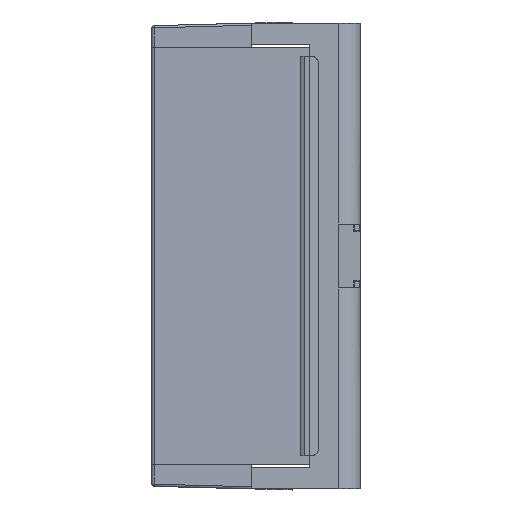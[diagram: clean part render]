
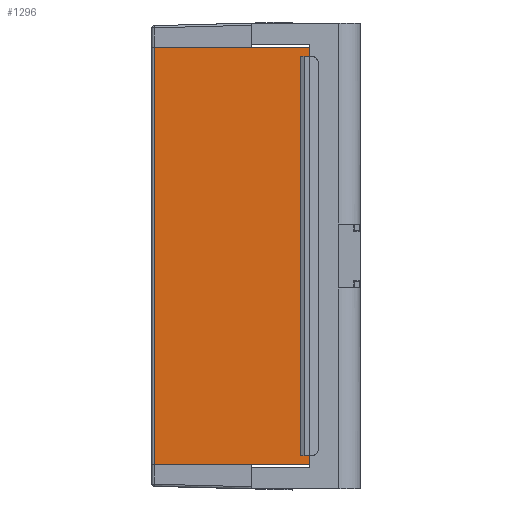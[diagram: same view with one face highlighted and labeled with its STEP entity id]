
A CAD part, left-side view. The second image highlights one B-rep face of the part: STEP entity #1296.
In plain terms, the highlighted planar face has unit normal (-1, 0.016, 0).
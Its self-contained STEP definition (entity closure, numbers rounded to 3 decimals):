
#99 = CARTESIAN_POINT ( 'NONE',  ( -44.57, 35.701, -101.44 ) ) ;
#369 = VERTEX_POINT ( 'NONE', #8379 ) ;
#994 = CARTESIAN_POINT ( 'NONE',  ( -44.57, 35.701, -5.56 ) ) ;
#1296 = ADVANCED_FACE ( 'NONE', ( #9799 ), #9536, .F. ) ;
#1308 = VERTEX_POINT ( 'NONE', #12273 ) ;
#1320 = DIRECTION ( 'NONE',  ( 0.016, 1., 0. ) ) ;
#1449 = LINE ( 'NONE', #3865, #12596 ) ;
#1921 = EDGE_CURVE ( 'NONE', #2729, #13407, #8533, .T. ) ;
#2004 = DIRECTION ( 'NONE',  ( 0.016, 1., 0. ) ) ;
#2326 = CARTESIAN_POINT ( 'NONE',  ( -45.141, 0., -101.44 ) ) ;
#2401 = EDGE_CURVE ( 'NONE', #10165, #4432, #6449, .T. ) ;
#2427 = VECTOR ( 'NONE', #13280, 1000. ) ;
#2656 = DIRECTION ( 'NONE',  ( 0.016, 1., 0. ) ) ;
#2729 = VERTEX_POINT ( 'NONE', #4147 ) ;
#2761 = ORIENTED_EDGE ( 'NONE', *, *, #3325, .T. ) ;
#2762 = CARTESIAN_POINT ( 'NONE',  ( -44.57, 35.701, -150.765 ) ) ;
#2838 = ORIENTED_EDGE ( 'NONE', *, *, #10830, .F. ) ;
#3153 = LINE ( 'NONE', #6075, #2427 ) ;
#3186 = LINE ( 'NONE', #4399, #13598 ) ;
#3325 = EDGE_CURVE ( 'NONE', #4432, #1308, #5846, .T. ) ;
#3333 = VERTEX_POINT ( 'NONE', #13173 ) ;
#3489 = LINE ( 'NONE', #994, #12594 ) ;
#3696 = VERTEX_POINT ( 'NONE', #5572 ) ;
#3830 = CARTESIAN_POINT ( 'NONE',  ( -45.141, 0., 43.765 ) ) ;
#3865 = CARTESIAN_POINT ( 'NONE',  ( -44.57, 35.701, -99.34 ) ) ;
#3887 = DIRECTION ( 'NONE',  ( 0., 0., -1. ) ) ;
#4009 = ORIENTED_EDGE ( 'NONE', *, *, #2401, .T. ) ;
#4147 = CARTESIAN_POINT ( 'NONE',  ( -44.927, 13.392, -101.44 ) ) ;
#4399 = CARTESIAN_POINT ( 'NONE',  ( -44.57, 35.701, -150.765 ) ) ;
#4432 = VERTEX_POINT ( 'NONE', #15389 ) ;
#4631 = VECTOR ( 'NONE', #14389, 1000. ) ;
#4908 = CARTESIAN_POINT ( 'NONE',  ( -44.57, 35.701, -101.44 ) ) ;
#5011 = EDGE_LOOP ( 'NONE', ( #6474, #15038, #4009, #2761, #9474, #2838, #10873, #9571, #9254, #11912 ) ) ;
#5384 = EDGE_CURVE ( 'NONE', #369, #10165, #3153, .T. ) ;
#5572 = CARTESIAN_POINT ( 'NONE',  ( -44.57, 35.701, -5.56 ) ) ;
#5846 = LINE ( 'NONE', #6079, #14677 ) ;
#6075 = CARTESIAN_POINT ( 'NONE',  ( -44.57, 35.701, -7.66 ) ) ;
#6079 = CARTESIAN_POINT ( 'NONE',  ( -44.57, 35.701, -5.56 ) ) ;
#6136 = VERTEX_POINT ( 'NONE', #14484 ) ;
#6276 = DIRECTION ( 'NONE',  ( -0.016, -1., 0. ) ) ;
#6449 = LINE ( 'NONE', #14750, #9645 ) ;
#6474 = ORIENTED_EDGE ( 'NONE', *, *, #6642, .T. ) ;
#6629 = LINE ( 'NONE', #11761, #7744 ) ;
#6642 = EDGE_CURVE ( 'NONE', #3333, #369, #6629, .T. ) ;
#6647 = EDGE_CURVE ( 'NONE', #1308, #3696, #3489, .T. ) ;
#7744 = VECTOR ( 'NONE', #8057, 1000. ) ;
#7916 = DIRECTION ( 'NONE',  ( 0., 0., 1. ) ) ;
#8057 = DIRECTION ( 'NONE',  ( 0., 0., 1. ) ) ;
#8379 = CARTESIAN_POINT ( 'NONE',  ( -45.107, 2.122, -7.66 ) ) ;
#8533 = LINE ( 'NONE', #99, #4631 ) ;
#8794 = EDGE_CURVE ( 'NONE', #6136, #10967, #13290, .T. ) ;
#9254 = ORIENTED_EDGE ( 'NONE', *, *, #8794, .F. ) ;
#9474 = ORIENTED_EDGE ( 'NONE', *, *, #6647, .T. ) ;
#9525 = AXIS2_PLACEMENT_3D ( 'NONE', #2762, #14458, #2656 ) ;
#9536 = PLANE ( 'NONE',  #9525 ) ;
#9571 = ORIENTED_EDGE ( 'NONE', *, *, #10809, .F. ) ;
#9645 = VECTOR ( 'NONE', #11064, 1000. ) ;
#9799 = FACE_OUTER_BOUND ( 'NONE', #5011, .T. ) ;
#10136 = VECTOR ( 'NONE', #3887, 1000. ) ;
#10165 = VERTEX_POINT ( 'NONE', #12905 ) ;
#10586 = DIRECTION ( 'NONE',  ( 0.016, 1., 0. ) ) ;
#10809 = EDGE_CURVE ( 'NONE', #10967, #2729, #14545, .T. ) ;
#10830 = EDGE_CURVE ( 'NONE', #13407, #3696, #3186, .T. ) ;
#10873 = ORIENTED_EDGE ( 'NONE', *, *, #1921, .F. ) ;
#10967 = VERTEX_POINT ( 'NONE', #2326 ) ;
#11064 = DIRECTION ( 'NONE',  ( 0., 0., 1. ) ) ;
#11761 = CARTESIAN_POINT ( 'NONE',  ( -45.107, 2.122, -150.765 ) ) ;
#11912 = ORIENTED_EDGE ( 'NONE', *, *, #12580, .F. ) ;
#12273 = CARTESIAN_POINT ( 'NONE',  ( -44.927, 13.392, -5.56 ) ) ;
#12580 = EDGE_CURVE ( 'NONE', #3333, #6136, #1449, .T. ) ;
#12594 = VECTOR ( 'NONE', #10586, 1000. ) ;
#12596 = VECTOR ( 'NONE', #6276, 1000. ) ;
#12905 = CARTESIAN_POINT ( 'NONE',  ( -45.141, 0., -7.66 ) ) ;
#13173 = CARTESIAN_POINT ( 'NONE',  ( -45.107, 2.122, -99.34 ) ) ;
#13280 = DIRECTION ( 'NONE',  ( -0.016, -1., 0. ) ) ;
#13290 = LINE ( 'NONE', #3830, #10136 ) ;
#13407 = VERTEX_POINT ( 'NONE', #15184 ) ;
#13598 = VECTOR ( 'NONE', #7916, 1000. ) ;
#14181 = VECTOR ( 'NONE', #2004, 1000. ) ;
#14389 = DIRECTION ( 'NONE',  ( 0.016, 1., 0. ) ) ;
#14458 = DIRECTION ( 'NONE',  ( 1., -0.016, 0. ) ) ;
#14484 = CARTESIAN_POINT ( 'NONE',  ( -45.141, 0., -99.34 ) ) ;
#14545 = LINE ( 'NONE', #4908, #14181 ) ;
#14677 = VECTOR ( 'NONE', #1320, 1000. ) ;
#14750 = CARTESIAN_POINT ( 'NONE',  ( -45.141, 0., -150.765 ) ) ;
#15038 = ORIENTED_EDGE ( 'NONE', *, *, #5384, .T. ) ;
#15184 = CARTESIAN_POINT ( 'NONE',  ( -44.57, 35.701, -101.44 ) ) ;
#15389 = CARTESIAN_POINT ( 'NONE',  ( -45.141, 0., -5.56 ) ) ;
